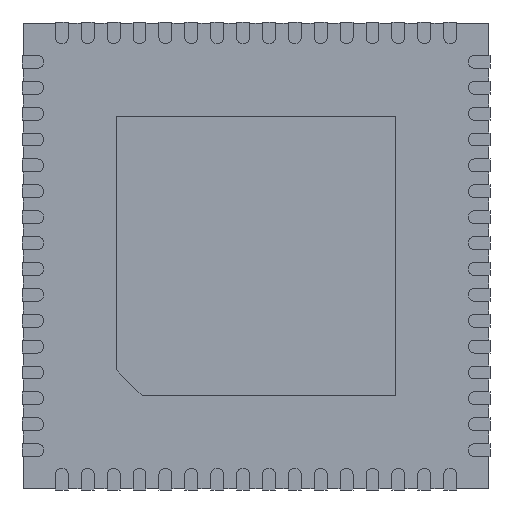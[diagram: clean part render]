
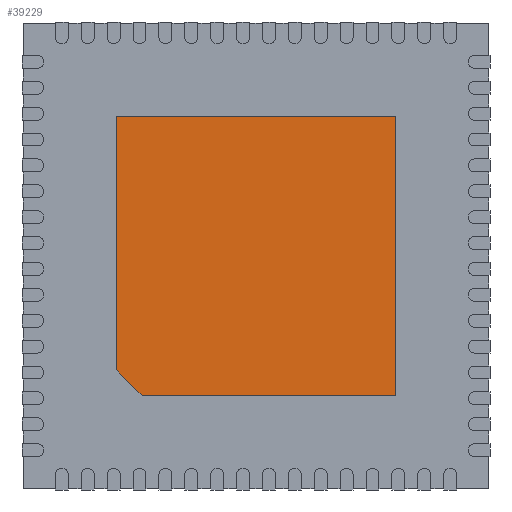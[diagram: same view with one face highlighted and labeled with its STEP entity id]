
A CAD part, front view. The second image highlights one B-rep face of the part: STEP entity #39229.
In plain terms, the highlighted planar face has unit normal (0, -1, 0).
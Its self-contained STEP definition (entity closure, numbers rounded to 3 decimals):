
#39115 = VERTEX_POINT('',#39116);
#39116 = CARTESIAN_POINT('',(-2.7,-0.02,2.7));
#39122 = EDGE_CURVE('',#39115,#39123,#39125,.T.);
#39123 = VERTEX_POINT('',#39124);
#39124 = CARTESIAN_POINT('',(2.7,-0.02,2.7));
#39125 = LINE('',#39126,#39127);
#39126 = CARTESIAN_POINT('',(0.,-0.02,2.7));
#39127 = VECTOR('',#39128,1.);
#39128 = DIRECTION('',(1.,0.,0.));
#39146 = VERTEX_POINT('',#39147);
#39147 = CARTESIAN_POINT('',(-2.7,-0.02,-2.2));
#39153 = EDGE_CURVE('',#39115,#39146,#39154,.T.);
#39154 = LINE('',#39155,#39156);
#39155 = CARTESIAN_POINT('',(-2.7,-0.02,0.));
#39156 = VECTOR('',#39157,1.);
#39157 = DIRECTION('',(0.,0.,-1.));
#39170 = VERTEX_POINT('',#39171);
#39171 = CARTESIAN_POINT('',(-2.2,-0.02,-2.7));
#39177 = EDGE_CURVE('',#39146,#39170,#39178,.T.);
#39178 = LINE('',#39179,#39180);
#39179 = CARTESIAN_POINT('',(-2.45,-0.02,-2.45));
#39180 = VECTOR('',#39181,1.);
#39181 = DIRECTION('',(0.707,0.,-0.707));
#39194 = VERTEX_POINT('',#39195);
#39195 = CARTESIAN_POINT('',(2.7,-0.02,-2.7));
#39201 = EDGE_CURVE('',#39170,#39194,#39202,.T.);
#39202 = LINE('',#39203,#39204);
#39203 = CARTESIAN_POINT('',(0.,-0.02,-2.7));
#39204 = VECTOR('',#39205,1.);
#39205 = DIRECTION('',(1.,0.,0.));
#39218 = EDGE_CURVE('',#39123,#39194,#39219,.T.);
#39219 = LINE('',#39220,#39221);
#39220 = CARTESIAN_POINT('',(2.7,-0.02,0.));
#39221 = VECTOR('',#39222,1.);
#39222 = DIRECTION('',(0.,0.,-1.));
#39229 = ADVANCED_FACE('',(#39230),#39237,.T.);
#39230 = FACE_BOUND('',#39231,.T.);
#39231 = EDGE_LOOP('',(#39232,#39233,#39234,#39235,#39236));
#39232 = ORIENTED_EDGE('',*,*,#39122,.F.);
#39233 = ORIENTED_EDGE('',*,*,#39153,.T.);
#39234 = ORIENTED_EDGE('',*,*,#39177,.T.);
#39235 = ORIENTED_EDGE('',*,*,#39201,.T.);
#39236 = ORIENTED_EDGE('',*,*,#39218,.F.);
#39237 = PLANE('',#39238);
#39238 = AXIS2_PLACEMENT_3D('',#39239,#39240,#39241);
#39239 = CARTESIAN_POINT('',(0.,-0.02,0.));
#39240 = DIRECTION('',(0.,-1.,0.));
#39241 = DIRECTION('',(0.,0.,-1.));
